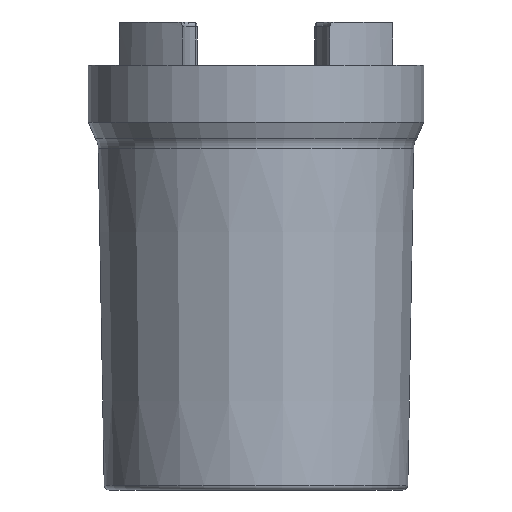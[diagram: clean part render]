
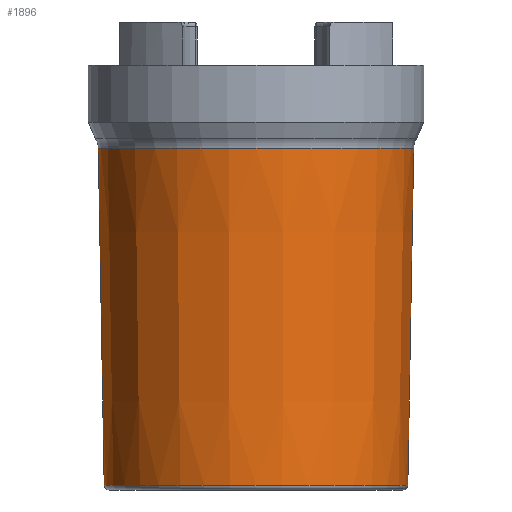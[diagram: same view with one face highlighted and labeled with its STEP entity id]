
A CAD part, front view. The second image highlights one B-rep face of the part: STEP entity #1896.
In plain terms, the highlighted conical face has half-angle 1 degrees and reference radius 32.1 mm.
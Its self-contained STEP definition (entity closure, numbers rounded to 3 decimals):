
#89=FACE_BOUND('',#345,.T.);
#110=CONICAL_SURFACE('',#2206,32.1,0.017);
#225=FACE_OUTER_BOUND('',#344,.T.);
#344=EDGE_LOOP('',(#1738,#1739,#1740,#1741,#1742));
#345=EDGE_LOOP('',(#1743,#1744));
#535=CIRCLE('',#2203,31.467);
#536=CIRCLE('',#2204,31.467);
#538=CIRCLE('',#2207,32.686);
#577=LINE('',#4275,#615);
#615=VECTOR('',#2826,32.1);
#616=B_SPLINE_CURVE_WITH_KNOTS('',3,(#2839,#2840,#2841,#2842),
 .UNSPECIFIED.,.F.,.F.,(4,4),(0.,0.),.UNSPECIFIED.);
#617=B_SPLINE_CURVE_WITH_KNOTS('',3,(#2843,#2844,#2845,#2846,#2847,#2848,
#2849,#2850,#2851,#2852,#2853,#2854,#2855,#2856,#2857,#2858,#2859,#2860,
#2861,#2862,#2863,#2864,#2865,#2866,#2867,#2868,#2869,#2870,#2871,#2872,
#2873,#2874,#2875,#2876),.UNSPECIFIED.,.F.,.F.,(4,2,2,2,2,2,2,2,2,2,2,2,
2,2,2,2,4),(0.,0.093,0.186,0.278,
0.371,0.464,0.557,0.649,
0.742,0.835,0.927,1.02,
1.112,1.205,1.297,1.39,1.482),
 .UNSPECIFIED.);
#682=VERTEX_POINT('',#2837);
#683=VERTEX_POINT('',#2838);
#861=VERTEX_POINT('',#4267);
#862=VERTEX_POINT('',#4269);
#863=VERTEX_POINT('',#4274);
#864=EDGE_CURVE('',#682,#683,#616,.T.);
#865=EDGE_CURVE('',#683,#682,#617,.T.);
#1155=EDGE_CURVE('',#861,#862,#535,.T.);
#1156=EDGE_CURVE('',#862,#861,#536,.T.);
#1158=EDGE_CURVE('',#861,#863,#577,.T.);
#1159=EDGE_CURVE('',#863,#863,#538,.T.);
#1738=ORIENTED_EDGE('',*,*,#1156,.F.);
#1739=ORIENTED_EDGE('',*,*,#1155,.F.);
#1740=ORIENTED_EDGE('',*,*,#1158,.T.);
#1741=ORIENTED_EDGE('',*,*,#1159,.F.);
#1742=ORIENTED_EDGE('',*,*,#1158,.F.);
#1743=ORIENTED_EDGE('',*,*,#864,.T.);
#1744=ORIENTED_EDGE('',*,*,#865,.T.);
#1896=ADVANCED_FACE('',(#225,#89),#110,.T.);
#2203=AXIS2_PLACEMENT_3D('',#4270,#2818,#2819);
#2204=AXIS2_PLACEMENT_3D('',#4271,#2820,#2821);
#2206=AXIS2_PLACEMENT_3D('',#4273,#2824,#2825);
#2207=AXIS2_PLACEMENT_3D('',#4276,#2827,#2828);
#2818=DIRECTION('center_axis',(0.,0.,-1.));
#2819=DIRECTION('ref_axis',(1.,0.,0.));
#2820=DIRECTION('center_axis',(0.,0.,-1.));
#2821=DIRECTION('ref_axis',(1.,0.,0.));
#2824=DIRECTION('center_axis',(0.,0.,1.));
#2825=DIRECTION('ref_axis',(-1.,0.,0.));
#2826=DIRECTION('',(0.017,0.,1.));
#2827=DIRECTION('center_axis',(0.,0.,1.));
#2828=DIRECTION('ref_axis',(-1.,0.,0.));
#2837=CARTESIAN_POINT('',(2.458,32.054,39.997));
#2838=CARTESIAN_POINT('',(2.459,32.054,40.));
#2839=CARTESIAN_POINT('Ctrl Pts',(2.458,32.054,39.997));
#2840=CARTESIAN_POINT('Ctrl Pts',(2.458,32.054,39.998));
#2841=CARTESIAN_POINT('Ctrl Pts',(2.459,32.054,39.999));
#2842=CARTESIAN_POINT('Ctrl Pts',(2.459,32.054,40.));
#2843=CARTESIAN_POINT('Ctrl Pts',(2.459,32.054,40.));
#2844=CARTESIAN_POINT('Ctrl Pts',(2.458,32.059,40.308));
#2845=CARTESIAN_POINT('Ctrl Pts',(2.397,32.07,40.637));
#2846=CARTESIAN_POINT('Ctrl Pts',(2.147,32.098,41.242));
#2847=CARTESIAN_POINT('Ctrl Pts',(1.958,32.115,41.519));
#2848=CARTESIAN_POINT('Ctrl Pts',(1.521,32.147,41.956));
#2849=CARTESIAN_POINT('Ctrl Pts',(1.245,32.163,42.145));
#2850=CARTESIAN_POINT('Ctrl Pts',(0.639,32.185,42.397));
#2851=CARTESIAN_POINT('Ctrl Pts',(0.309,32.191,42.459));
#2852=CARTESIAN_POINT('Ctrl Pts',(-0.309,32.191,42.459));
#2853=CARTESIAN_POINT('Ctrl Pts',(-0.639,32.185,42.397));
#2854=CARTESIAN_POINT('Ctrl Pts',(-1.245,32.163,42.145));
#2855=CARTESIAN_POINT('Ctrl Pts',(-1.521,32.147,41.956));
#2856=CARTESIAN_POINT('Ctrl Pts',(-1.958,32.115,41.519));
#2857=CARTESIAN_POINT('Ctrl Pts',(-2.147,32.098,41.242));
#2858=CARTESIAN_POINT('Ctrl Pts',(-2.397,32.07,40.636));
#2859=CARTESIAN_POINT('Ctrl Pts',(-2.459,32.059,40.306));
#2860=CARTESIAN_POINT('Ctrl Pts',(-2.458,32.048,39.688));
#2861=CARTESIAN_POINT('Ctrl Pts',(-2.396,32.047,39.359));
#2862=CARTESIAN_POINT('Ctrl Pts',(-2.145,32.055,38.755));
#2863=CARTESIAN_POINT('Ctrl Pts',(-1.956,32.062,38.478));
#2864=CARTESIAN_POINT('Ctrl Pts',(-1.519,32.078,38.043));
#2865=CARTESIAN_POINT('Ctrl Pts',(-1.243,32.088,37.854));
#2866=CARTESIAN_POINT('Ctrl Pts',(-0.638,32.101,37.603));
#2867=CARTESIAN_POINT('Ctrl Pts',(-0.309,32.105,37.542));
#2868=CARTESIAN_POINT('Ctrl Pts',(0.309,32.105,37.542));
#2869=CARTESIAN_POINT('Ctrl Pts',(0.638,32.101,37.603));
#2870=CARTESIAN_POINT('Ctrl Pts',(1.243,32.088,37.854));
#2871=CARTESIAN_POINT('Ctrl Pts',(1.519,32.078,38.043));
#2872=CARTESIAN_POINT('Ctrl Pts',(1.956,32.062,38.478));
#2873=CARTESIAN_POINT('Ctrl Pts',(2.145,32.055,38.755));
#2874=CARTESIAN_POINT('Ctrl Pts',(2.396,32.047,39.359));
#2875=CARTESIAN_POINT('Ctrl Pts',(2.458,32.048,39.688));
#2876=CARTESIAN_POINT('Ctrl Pts',(2.458,32.054,39.997));
#4267=CARTESIAN_POINT('',(31.467,0.,0.983));
#4269=CARTESIAN_POINT('',(-31.467,0.,0.983));
#4270=CARTESIAN_POINT('Origin',(0.,0.,0.983));
#4271=CARTESIAN_POINT('Origin',(0.,0.,0.983));
#4273=CARTESIAN_POINT('Origin',(0.,0.,37.25));
#4274=CARTESIAN_POINT('',(32.686,0.,70.838));
#4275=CARTESIAN_POINT('',(32.1,0.,37.25));
#4276=CARTESIAN_POINT('Origin',(0.,0.,70.838));
